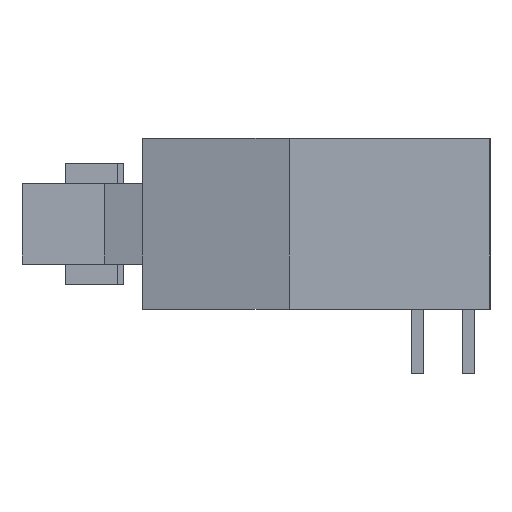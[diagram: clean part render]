
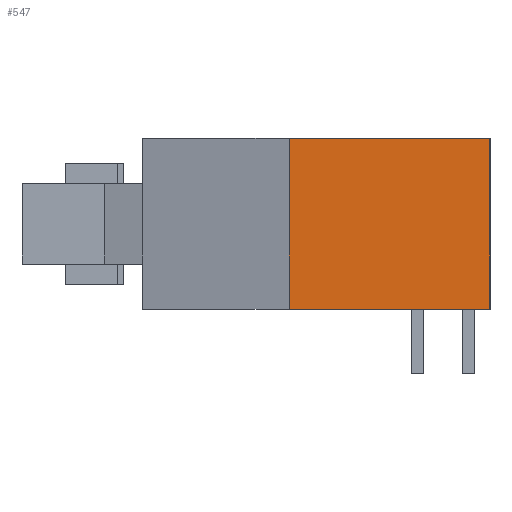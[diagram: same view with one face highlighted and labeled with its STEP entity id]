
A CAD part, left-side view. The second image highlights one B-rep face of the part: STEP entity #547.
In plain terms, the highlighted free-form (B-spline) face has degree [1, 1] with [2, 2] control points.
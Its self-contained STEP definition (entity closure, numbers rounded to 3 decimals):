
#547=ADVANCED_FACE('F91',(#1208),#1209,.T.);
#1208=FACE_OUTER_BOUND('',#2514,.T.);
#1209=B_SPLINE_SURFACE_WITH_KNOTS('',1,1,((#2515,#2516),(#2517,#2518)),.UNSPECIFIED.,.F.,.F.,.F.,(2,2),(2,2),(0.0,1.176),(0.0,1.0),.UNSPECIFIED.);
#2514=EDGE_LOOP('',(#3825,#3826,#3827,#3828));
#2515=CARTESIAN_POINT('',(-31.573,12.59,0.0));
#2516=CARTESIAN_POINT('',(-31.573,12.59,8.5));
#2517=CARTESIAN_POINT('',(-31.573,2.59,0.0));
#2518=CARTESIAN_POINT('',(-31.573,2.59,8.5));
#3825=ORIENTED_EDGE('',*,*,#4551,.T.);
#3826=ORIENTED_EDGE('',*,*,#4552,.T.);
#3827=ORIENTED_EDGE('',*,*,#4553,.T.);
#3828=ORIENTED_EDGE('',*,*,#4548,.F.);
#4548=EDGE_CURVE('E290',#5220,#5222,#5223,.T.);
#4551=EDGE_CURVE('E251',#5220,#5226,#5227,.T.);
#4552=EDGE_CURVE('E37',#5226,#5228,#5229,.T.);
#4553=EDGE_CURVE('E289',#5228,#5222,#5230,.T.);
#5220=VERTEX_POINT('V182',#6386);
#5222=VERTEX_POINT('V203',#6389);
#5223=B_SPLINE_CURVE_WITH_KNOTS('',1,(#6390,#6391),.UNSPECIFIED.,.F.,.F.,(2,2),(0.0,1.125),.UNSPECIFIED.);
#5226=VERTEX_POINT('V37',#6395);
#5227=B_SPLINE_CURVE_WITH_KNOTS('',1,(#6396,#6397),.UNSPECIFIED.,.F.,.F.,(2,2),(0.0,1.176),.UNSPECIFIED.);
#5228=VERTEX_POINT('V36',#6398);
#5229=B_SPLINE_CURVE_WITH_KNOTS('',1,(#6399,#6400),.UNSPECIFIED.,.F.,.F.,(2,2),(0.0,1.0),.UNSPECIFIED.);
#5230=B_SPLINE_CURVE_WITH_KNOTS('',1,(#6401,#6402),.UNSPECIFIED.,.F.,.F.,(2,2),(0.0,1.176),.UNSPECIFIED.);
#6386=CARTESIAN_POINT('',(-31.573,12.59,0.0));
#6389=CARTESIAN_POINT('',(-31.573,12.59,8.5));
#6390=CARTESIAN_POINT('',(-31.573,12.59,0.0));
#6391=CARTESIAN_POINT('',(-31.573,12.59,8.5));
#6395=CARTESIAN_POINT('',(-31.573,2.59,0.0));
#6396=CARTESIAN_POINT('',(-31.573,12.59,0.0));
#6397=CARTESIAN_POINT('',(-31.573,2.59,0.0));
#6398=CARTESIAN_POINT('',(-31.573,2.59,8.5));
#6399=CARTESIAN_POINT('',(-31.573,2.59,0.0));
#6400=CARTESIAN_POINT('',(-31.573,2.59,8.5));
#6401=CARTESIAN_POINT('',(-31.573,2.59,8.5));
#6402=CARTESIAN_POINT('',(-31.573,12.59,8.5));
